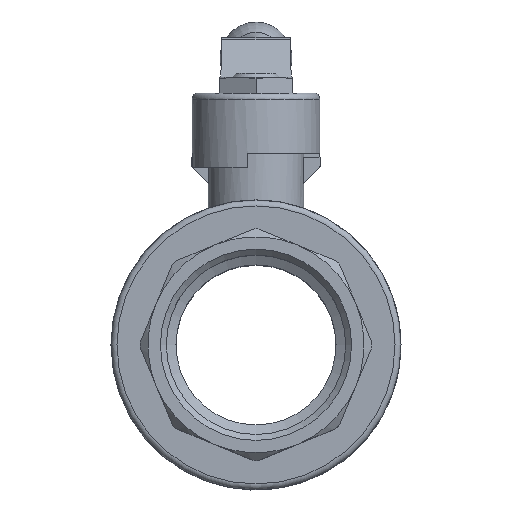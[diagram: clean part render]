
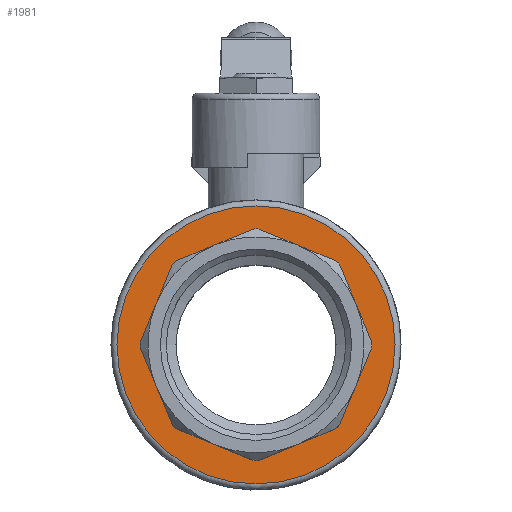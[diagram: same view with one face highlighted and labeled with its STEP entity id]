
A CAD part, top view. The second image highlights one B-rep face of the part: STEP entity #1981.
In plain terms, the highlighted planar face has unit normal (0, 0, 1).
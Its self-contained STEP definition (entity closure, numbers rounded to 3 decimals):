
#119=CIRCLE('',#2122,3.);
#120=CIRCLE('',#2124,3.);
#121=CIRCLE('',#2126,3.);
#122=CIRCLE('',#2128,3.);
#123=CIRCLE('',#2130,3.);
#124=CIRCLE('',#2132,3.);
#125=CIRCLE('',#2134,3.);
#126=CIRCLE('',#2136,3.);
#136=CIRCLE('',#2164,34.75);
#228=LINE('',#3233,#342);
#229=LINE('',#3244,#343);
#230=LINE('',#3255,#344);
#231=LINE('',#3266,#345);
#232=LINE('',#3277,#346);
#233=LINE('',#3288,#347);
#234=LINE('',#3299,#348);
#235=LINE('',#3310,#349);
#342=VECTOR('',#2466,1000.);
#343=VECTOR('',#2469,1000.);
#344=VECTOR('',#2472,1000.);
#345=VECTOR('',#2475,1000.);
#346=VECTOR('',#2478,1000.);
#347=VECTOR('',#2481,1000.);
#348=VECTOR('',#2484,1000.);
#349=VECTOR('',#2487,1000.);
#629=ORIENTED_EDGE('',*,*,#1149,.F.);
#630=ORIENTED_EDGE('',*,*,#1092,.T.);
#631=ORIENTED_EDGE('',*,*,#1125,.T.);
#632=ORIENTED_EDGE('',*,*,#1096,.T.);
#633=ORIENTED_EDGE('',*,*,#1128,.T.);
#634=ORIENTED_EDGE('',*,*,#1100,.T.);
#635=ORIENTED_EDGE('',*,*,#1131,.T.);
#636=ORIENTED_EDGE('',*,*,#1104,.T.);
#637=ORIENTED_EDGE('',*,*,#1134,.T.);
#638=ORIENTED_EDGE('',*,*,#1108,.T.);
#639=ORIENTED_EDGE('',*,*,#1137,.T.);
#640=ORIENTED_EDGE('',*,*,#1112,.T.);
#641=ORIENTED_EDGE('',*,*,#1116,.T.);
#642=ORIENTED_EDGE('',*,*,#1084,.T.);
#643=ORIENTED_EDGE('',*,*,#1119,.T.);
#644=ORIENTED_EDGE('',*,*,#1089,.T.);
#645=ORIENTED_EDGE('',*,*,#1122,.T.);
#1084=EDGE_CURVE('',#1359,#1360,#119,.T.);
#1089=EDGE_CURVE('',#1365,#1364,#120,.T.);
#1092=EDGE_CURVE('',#1367,#1368,#121,.T.);
#1096=EDGE_CURVE('',#1371,#1372,#122,.T.);
#1100=EDGE_CURVE('',#1375,#1376,#123,.T.);
#1104=EDGE_CURVE('',#1379,#1380,#124,.T.);
#1108=EDGE_CURVE('',#1383,#1384,#125,.T.);
#1112=EDGE_CURVE('',#1387,#1388,#126,.T.);
#1116=EDGE_CURVE('',#1388,#1359,#228,.T.);
#1119=EDGE_CURVE('',#1360,#1365,#229,.T.);
#1122=EDGE_CURVE('',#1364,#1367,#230,.T.);
#1125=EDGE_CURVE('',#1368,#1371,#231,.T.);
#1128=EDGE_CURVE('',#1372,#1375,#232,.T.);
#1131=EDGE_CURVE('',#1376,#1379,#233,.T.);
#1134=EDGE_CURVE('',#1380,#1383,#234,.T.);
#1137=EDGE_CURVE('',#1384,#1387,#235,.T.);
#1149=EDGE_CURVE('',#1400,#1400,#136,.T.);
#1359=VERTEX_POINT('',#3130);
#1360=VERTEX_POINT('',#3131);
#1364=VERTEX_POINT('',#3144);
#1365=VERTEX_POINT('',#3146);
#1367=VERTEX_POINT('',#3156);
#1368=VERTEX_POINT('',#3157);
#1371=VERTEX_POINT('',#3169);
#1372=VERTEX_POINT('',#3170);
#1375=VERTEX_POINT('',#3182);
#1376=VERTEX_POINT('',#3183);
#1379=VERTEX_POINT('',#3195);
#1380=VERTEX_POINT('',#3196);
#1383=VERTEX_POINT('',#3208);
#1384=VERTEX_POINT('',#3209);
#1387=VERTEX_POINT('',#3221);
#1388=VERTEX_POINT('',#3222);
#1400=VERTEX_POINT('',#3341);
#1628=EDGE_LOOP('',(#629));
#1629=EDGE_LOOP('',(#630,#631,#632,#633,#634,#635,#636,#637,#638,#639,#640,
#641,#642,#643,#644,#645));
#1779=FACE_BOUND('',#1628,.T.);
#1780=FACE_BOUND('',#1629,.T.);
#1899=PLANE('',#2163);
#1981=ADVANCED_FACE('',(#1779,#1780),#1899,.F.);
#2122=AXIS2_PLACEMENT_3D('',#3129,#2418,#2419);
#2124=AXIS2_PLACEMENT_3D('',#3145,#2425,#2426);
#2126=AXIS2_PLACEMENT_3D('',#3155,#2430,#2431);
#2128=AXIS2_PLACEMENT_3D('',#3168,#2436,#2437);
#2130=AXIS2_PLACEMENT_3D('',#3181,#2442,#2443);
#2132=AXIS2_PLACEMENT_3D('',#3194,#2448,#2449);
#2134=AXIS2_PLACEMENT_3D('',#3207,#2454,#2455);
#2136=AXIS2_PLACEMENT_3D('',#3220,#2460,#2461);
#2163=AXIS2_PLACEMENT_3D('',#3339,#2524,#2525);
#2164=AXIS2_PLACEMENT_3D('',#3340,#2526,#2527);
#2418=DIRECTION('',(0.,0.,-1.));
#2419=DIRECTION('',(-1.,0.,0.));
#2425=DIRECTION('',(0.,0.,-1.));
#2426=DIRECTION('',(-1.,0.,0.));
#2430=DIRECTION('',(0.,0.,-1.));
#2431=DIRECTION('',(-1.,0.,0.));
#2436=DIRECTION('',(0.,0.,-1.));
#2437=DIRECTION('',(-1.,0.,0.));
#2442=DIRECTION('',(0.,0.,-1.));
#2443=DIRECTION('',(-1.,0.,0.));
#2448=DIRECTION('',(0.,0.,-1.));
#2449=DIRECTION('',(-1.,0.,0.));
#2454=DIRECTION('',(0.,0.,-1.));
#2455=DIRECTION('',(-1.,0.,0.));
#2460=DIRECTION('',(0.,0.,-1.));
#2461=DIRECTION('',(-1.,0.,0.));
#2466=DIRECTION('',(0.383,0.924,0.));
#2469=DIRECTION('',(0.924,0.383,0.));
#2472=DIRECTION('',(0.924,-0.383,0.));
#2475=DIRECTION('',(0.383,-0.924,0.));
#2478=DIRECTION('',(-0.383,-0.924,0.));
#2481=DIRECTION('',(-0.924,-0.383,0.));
#2484=DIRECTION('',(-0.924,0.383,0.));
#2487=DIRECTION('',(-0.383,0.924,0.));
#2524=DIRECTION('',(0.,0.,-1.));
#2525=DIRECTION('',(-1.,0.,0.));
#2526=DIRECTION('',(0.,0.,-1.));
#2527=DIRECTION('',(-1.,0.,0.));
#3129=CARTESIAN_POINT('',(-18.369,18.369,30.));
#3130=CARTESIAN_POINT('',(-21.14,19.517,30.));
#3131=CARTESIAN_POINT('',(-19.517,21.14,30.));
#3144=CARTESIAN_POINT('',(1.148,28.749,30.));
#3145=CARTESIAN_POINT('',(0.,25.977,30.));
#3146=CARTESIAN_POINT('',(-1.148,28.749,30.));
#3155=CARTESIAN_POINT('',(18.369,18.369,30.));
#3156=CARTESIAN_POINT('',(19.517,21.14,30.));
#3157=CARTESIAN_POINT('',(21.14,19.517,30.));
#3168=CARTESIAN_POINT('',(25.977,0.,30.));
#3169=CARTESIAN_POINT('',(28.749,1.148,30.));
#3170=CARTESIAN_POINT('',(28.749,-1.148,30.));
#3181=CARTESIAN_POINT('',(18.369,-18.369,30.));
#3182=CARTESIAN_POINT('',(21.14,-19.517,30.));
#3183=CARTESIAN_POINT('',(19.517,-21.14,30.));
#3194=CARTESIAN_POINT('',(0.,-25.977,30.));
#3195=CARTESIAN_POINT('',(1.148,-28.749,30.));
#3196=CARTESIAN_POINT('',(-1.148,-28.749,30.));
#3207=CARTESIAN_POINT('',(-18.369,-18.369,30.));
#3208=CARTESIAN_POINT('',(-19.517,-21.14,30.));
#3209=CARTESIAN_POINT('',(-21.14,-19.517,30.));
#3220=CARTESIAN_POINT('',(-25.977,0.,30.));
#3221=CARTESIAN_POINT('',(-28.749,-1.148,30.));
#3222=CARTESIAN_POINT('',(-28.749,1.148,30.));
#3233=CARTESIAN_POINT('',(-21.14,19.517,30.));
#3244=CARTESIAN_POINT('',(-1.148,28.749,30.));
#3255=CARTESIAN_POINT('',(19.517,21.14,30.));
#3266=CARTESIAN_POINT('',(28.749,1.148,30.));
#3277=CARTESIAN_POINT('',(21.14,-19.517,30.));
#3288=CARTESIAN_POINT('',(1.148,-28.749,30.));
#3299=CARTESIAN_POINT('',(-19.517,-21.14,30.));
#3310=CARTESIAN_POINT('',(-28.749,-1.148,30.));
#3339=CARTESIAN_POINT('',(0.,0.,30.));
#3340=CARTESIAN_POINT('',(0.,0.,30.));
#3341=CARTESIAN_POINT('',(-34.75,0.,30.));
